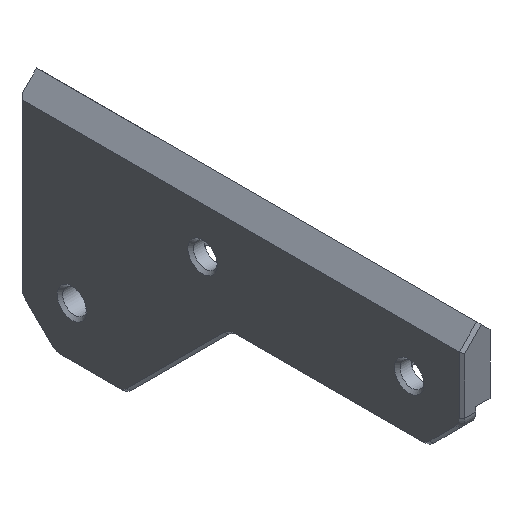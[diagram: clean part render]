
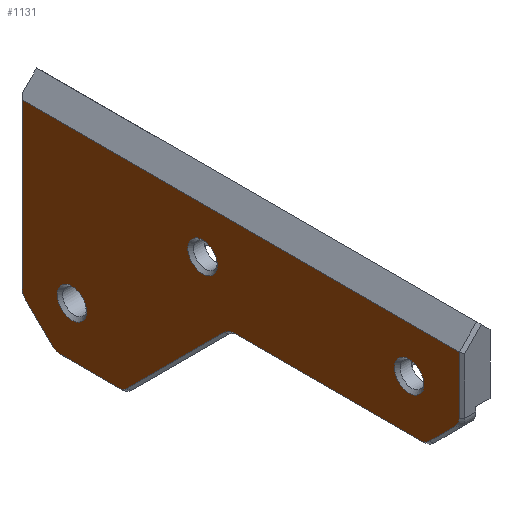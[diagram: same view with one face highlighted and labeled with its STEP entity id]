
A CAD part, isometric view. The second image highlights one B-rep face of the part: STEP entity #1131.
In plain terms, the highlighted planar face has unit normal (-1, 0, 0).
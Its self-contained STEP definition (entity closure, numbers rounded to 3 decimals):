
#15=FACE_BOUND('',#153,.T.);
#16=FACE_BOUND('',#154,.T.);
#17=FACE_BOUND('',#155,.T.);
#37=CIRCLE('',#1225,2.1);
#38=CIRCLE('',#1227,1.6);
#39=CIRCLE('',#1228,1.6);
#40=CIRCLE('',#1229,1.6);
#41=CIRCLE('',#1230,2.4);
#42=CIRCLE('',#1231,1.6);
#43=CIRCLE('',#1232,1.6);
#44=CIRCLE('',#1233,2.1);
#45=CIRCLE('',#1234,2.1);
#88=FACE_OUTER_BOUND('',#152,.T.);
#152=EDGE_LOOP('',(#811,#812,#813,#814,#815,#816,#817,#818,#819,#820,#821,
#822,#823,#824));
#153=EDGE_LOOP('',(#825));
#154=EDGE_LOOP('',(#826));
#155=EDGE_LOOP('',(#827));
#245=LINE('',#1741,#376);
#246=LINE('',#1743,#377);
#247=LINE('',#1747,#378);
#248=LINE('',#1751,#379);
#249=LINE('',#1755,#380);
#250=LINE('',#1759,#381);
#251=LINE('',#1763,#382);
#252=LINE('',#1766,#383);
#376=VECTOR('',#1392,1000.);
#377=VECTOR('',#1393,1000.);
#378=VECTOR('',#1396,1000.);
#379=VECTOR('',#1399,1000.);
#380=VECTOR('',#1402,1000.);
#381=VECTOR('',#1405,1000.);
#382=VECTOR('',#1408,1000.);
#383=VECTOR('',#1411,1000.);
#505=VERTEX_POINT('',#1735);
#506=VERTEX_POINT('',#1739);
#507=VERTEX_POINT('',#1740);
#508=VERTEX_POINT('',#1742);
#509=VERTEX_POINT('',#1744);
#510=VERTEX_POINT('',#1746);
#511=VERTEX_POINT('',#1748);
#512=VERTEX_POINT('',#1750);
#513=VERTEX_POINT('',#1752);
#514=VERTEX_POINT('',#1754);
#515=VERTEX_POINT('',#1756);
#516=VERTEX_POINT('',#1758);
#517=VERTEX_POINT('',#1760);
#518=VERTEX_POINT('',#1762);
#519=VERTEX_POINT('',#1764);
#520=VERTEX_POINT('',#1767);
#521=VERTEX_POINT('',#1769);
#619=EDGE_CURVE('',#505,#505,#37,.T.);
#621=EDGE_CURVE('',#506,#507,#245,.T.);
#622=EDGE_CURVE('',#507,#508,#246,.T.);
#623=EDGE_CURVE('',#508,#509,#38,.T.);
#624=EDGE_CURVE('',#509,#510,#247,.T.);
#625=EDGE_CURVE('',#510,#511,#39,.T.);
#626=EDGE_CURVE('',#511,#512,#248,.T.);
#627=EDGE_CURVE('',#512,#513,#40,.T.);
#628=EDGE_CURVE('',#513,#514,#249,.T.);
#629=EDGE_CURVE('',#514,#515,#41,.T.);
#630=EDGE_CURVE('',#515,#516,#250,.T.);
#631=EDGE_CURVE('',#516,#517,#42,.T.);
#632=EDGE_CURVE('',#517,#518,#251,.T.);
#633=EDGE_CURVE('',#518,#519,#43,.T.);
#634=EDGE_CURVE('',#519,#506,#252,.T.);
#635=EDGE_CURVE('',#520,#520,#44,.T.);
#636=EDGE_CURVE('',#521,#521,#45,.T.);
#811=ORIENTED_EDGE('',*,*,#621,.T.);
#812=ORIENTED_EDGE('',*,*,#622,.T.);
#813=ORIENTED_EDGE('',*,*,#623,.T.);
#814=ORIENTED_EDGE('',*,*,#624,.T.);
#815=ORIENTED_EDGE('',*,*,#625,.T.);
#816=ORIENTED_EDGE('',*,*,#626,.T.);
#817=ORIENTED_EDGE('',*,*,#627,.T.);
#818=ORIENTED_EDGE('',*,*,#628,.T.);
#819=ORIENTED_EDGE('',*,*,#629,.T.);
#820=ORIENTED_EDGE('',*,*,#630,.T.);
#821=ORIENTED_EDGE('',*,*,#631,.T.);
#822=ORIENTED_EDGE('',*,*,#632,.T.);
#823=ORIENTED_EDGE('',*,*,#633,.T.);
#824=ORIENTED_EDGE('',*,*,#634,.T.);
#825=ORIENTED_EDGE('',*,*,#635,.T.);
#826=ORIENTED_EDGE('',*,*,#636,.T.);
#827=ORIENTED_EDGE('',*,*,#619,.F.);
#1085=PLANE('',#1226);
#1131=ADVANCED_FACE('',(#88,#15,#16,#17),#1085,.F.);
#1225=AXIS2_PLACEMENT_3D('',#1736,#1387,#1388);
#1226=AXIS2_PLACEMENT_3D('',#1738,#1390,#1391);
#1227=AXIS2_PLACEMENT_3D('',#1745,#1394,#1395);
#1228=AXIS2_PLACEMENT_3D('',#1749,#1397,#1398);
#1229=AXIS2_PLACEMENT_3D('',#1753,#1400,#1401);
#1230=AXIS2_PLACEMENT_3D('',#1757,#1403,#1404);
#1231=AXIS2_PLACEMENT_3D('',#1761,#1406,#1407);
#1232=AXIS2_PLACEMENT_3D('',#1765,#1409,#1410);
#1233=AXIS2_PLACEMENT_3D('',#1768,#1412,#1413);
#1234=AXIS2_PLACEMENT_3D('',#1770,#1414,#1415);
#1387=DIRECTION('center_axis',(-1.,0.,0.));
#1388=DIRECTION('ref_axis',(0.,0.,-1.));
#1390=DIRECTION('center_axis',(1.,0.,0.));
#1391=DIRECTION('ref_axis',(0.,1.,0.));
#1392=DIRECTION('',(0.,1.,0.));
#1393=DIRECTION('',(0.,0.,-1.));
#1394=DIRECTION('center_axis',(-1.,0.,0.));
#1395=DIRECTION('ref_axis',(0.,0.,-1.));
#1396=DIRECTION('',(0.,-0.707,-0.707));
#1397=DIRECTION('center_axis',(-1.,0.,0.));
#1398=DIRECTION('ref_axis',(0.,0.,-1.));
#1399=DIRECTION('',(0.,-1.,0.));
#1400=DIRECTION('center_axis',(-1.,0.,0.));
#1401=DIRECTION('ref_axis',(0.,0.,-1.));
#1402=DIRECTION('',(0.,-0.707,0.707));
#1403=DIRECTION('center_axis',(1.,0.,0.));
#1404=DIRECTION('ref_axis',(0.,0.,-1.));
#1405=DIRECTION('',(0.,-1.,0.));
#1406=DIRECTION('center_axis',(-1.,0.,0.));
#1407=DIRECTION('ref_axis',(0.,0.,-1.));
#1408=DIRECTION('',(0.,-0.707,0.707));
#1409=DIRECTION('center_axis',(-1.,0.,0.));
#1410=DIRECTION('ref_axis',(0.,0.,-1.));
#1411=DIRECTION('',(0.,0.,1.));
#1412=DIRECTION('center_axis',(1.,0.,0.));
#1413=DIRECTION('ref_axis',(0.,0.,-1.));
#1414=DIRECTION('center_axis',(1.,0.,0.));
#1415=DIRECTION('ref_axis',(0.,0.,-1.));
#1735=CARTESIAN_POINT('',(0.,36.9,-9.4));
#1736=CARTESIAN_POINT('Origin',(0.,36.9,-11.5));
#1738=CARTESIAN_POINT('Origin',(0.,63.,0.));
#1739=CARTESIAN_POINT('',(0.,0.4,-5.));
#1740=CARTESIAN_POINT('',(0.,62.6,-5.));
#1741=CARTESIAN_POINT('',(0.,63.,-5.));
#1742=CARTESIAN_POINT('',(0.,62.6,-28.172));
#1743=CARTESIAN_POINT('',(0.,62.6,0.));
#1744=CARTESIAN_POINT('',(0.,62.131,-29.303));
#1745=CARTESIAN_POINT('Origin',(0.,61.,-28.172));
#1746=CARTESIAN_POINT('',(0.,58.303,-33.131));
#1747=CARTESIAN_POINT('',(0.,58.303,-33.131));
#1748=CARTESIAN_POINT('',(0.,57.172,-33.6));
#1749=CARTESIAN_POINT('Origin',(0.,57.172,
-32.));
#1750=CARTESIAN_POINT('',(0.,48.828,-33.6));
#1751=CARTESIAN_POINT('',(0.,48.828,-33.6));
#1752=CARTESIAN_POINT('',(0.,47.697,-33.131));
#1753=CARTESIAN_POINT('Origin',(0.,48.828,
-32.));
#1754=CARTESIAN_POINT('',(0.,33.869,-19.303));
#1755=CARTESIAN_POINT('',(0.,38.783,-24.217));
#1756=CARTESIAN_POINT('',(0.,32.172,-18.6));
#1757=CARTESIAN_POINT('Origin',(0.,32.172,-21.));
#1758=CARTESIAN_POINT('',(0.,5.828,-18.6));
#1759=CARTESIAN_POINT('',(0.,63.,-18.6));
#1760=CARTESIAN_POINT('',(0.,4.697,-18.131));
#1761=CARTESIAN_POINT('Origin',(0.,5.828,
-17.));
#1762=CARTESIAN_POINT('',(0.,0.869,-14.303));
#1763=CARTESIAN_POINT('',(0.,0.869,-14.303));
#1764=CARTESIAN_POINT('',(0.,0.4,-13.172));
#1765=CARTESIAN_POINT('Origin',(0.,2.,-13.172));
#1766=CARTESIAN_POINT('',(0.,0.4,-5.));
#1767=CARTESIAN_POINT('',(0.,55.5,-28.6));
#1768=CARTESIAN_POINT('Origin',(0.,55.5,-26.5));
#1769=CARTESIAN_POINT('',(0.,7.5,-13.6));
#1770=CARTESIAN_POINT('Origin',(0.,7.5,-11.5));
